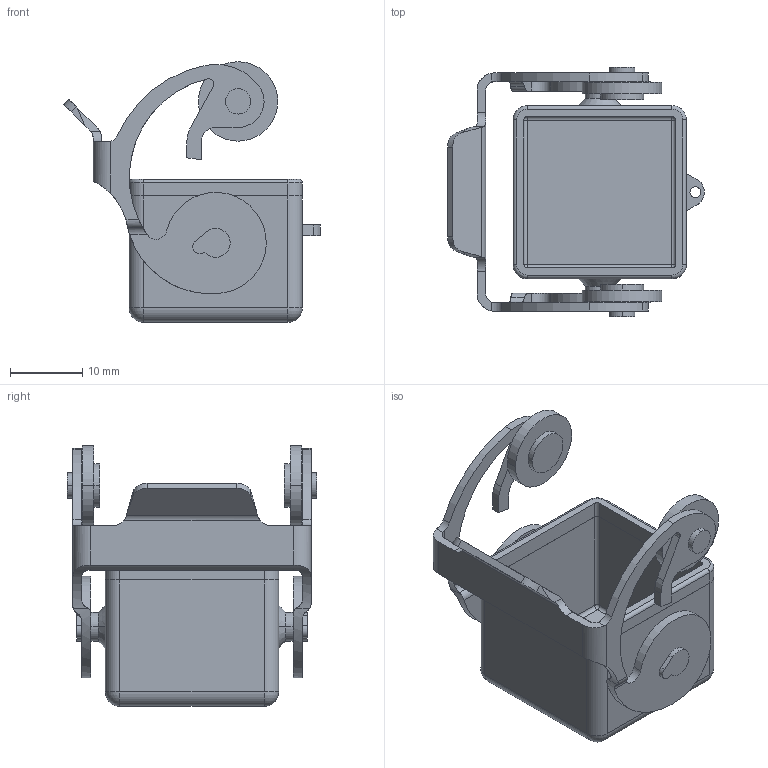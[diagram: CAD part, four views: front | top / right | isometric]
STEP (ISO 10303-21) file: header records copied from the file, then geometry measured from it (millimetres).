
FILE_DESCRIPTION(('Creo Elements/Direct Modeling STEP Export'),'2;1');
FILE_NAME('0ln7uvk4rkn86p34416','2019-07-09T14:32:54',(''),(''),'Creo Elements/Direct Modeling STEP processor for AP214 (Solid Model)','Creo Elements/Direct Modeling 20.1B 02-Apr-2019 (C) Parametric Technology GmbH','');
FILE_SCHEMA(('AUTOMOTIVE_DESIGN { 1 0 10303 214 1 1 1 1 }'));
Length unit declared in the file: millimetre
Products named in the file (1): CKAXW_03_CX
Bounding box: 35.57 x 34.6 x 36.1 mm (x, y, z)
Volume: 5043.9 mm3; surface area: 7245.1 mm2
Topology: 1 solids, 1 shells, 194 faces, 490 edges, 304 vertices
Faces by surface type: cylinder 106, plane 72, sphere 8, torus 4, cone 4
Entity records: 6542 total; most frequent: CARTESIAN_POINT 1317, ORIENTED_EDGE 964, DIRECTION 866, EDGE_CURVE 482, AXIS2_PLACEMENT_3D 319, VERTEX_POINT 304, VECTOR 228, LINE 228
